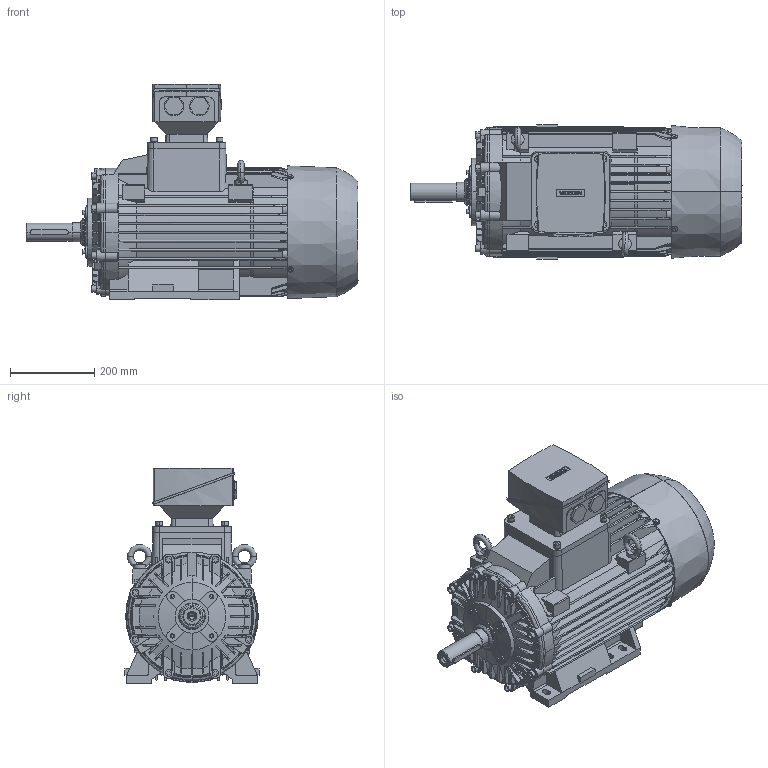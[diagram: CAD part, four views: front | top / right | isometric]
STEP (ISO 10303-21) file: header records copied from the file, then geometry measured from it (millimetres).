
FILE_DESCRIPTION(('STEP AP214'),'1');
FILE_NAME('cctmp_45EA7DEB-3641-42DE-BED5-29654CB4DEA1_2023_06_27_10_54_39_0782..stp','2023-06-27T08:54:41',('SIEMENS A&D'),('CADClick - www.CADClick.com'),'Spatial InterOp 3D',' ','unknown authorization');
FILE_SCHEMA(('AUTOMOTIVE_DESIGN'));
Length unit declared in the file: millimetre
Products named in the file (34): cc_unnamed; 2023_06_27_10_54_39_0719; 2023_06_27_10_54_39_0688; 2023_06_27_10_54_39_0657; 2023_06_27_10_54_39_0626; 2023_06_27_10_54_39_0594; 2023_06_27_10_54_39_0563; 2023_06_27_10_54_39_0532; 2023_06_27_10_54_39_0501; 2023_06_27_10_54_39_0469; 2023_06_27_10_54_39_0438; 2023_06_27_10_54_39_0407; 2023_06_27_10_54_39_0376; 2023_06_27_10_54_39_0344; 2023_06_27_10_54_39_0313; 2023_06_27_10_54_39_0282; 2023_06_27_10_54_39_0251; 2023_06_27_10_54_39_0219; 2023_06_27_10_54_39_0188; 2023_06_27_10_54_39_0157; 2023_06_27_10_54_39_0126; 2023_06_27_10_54_39_0094; 2023_06_27_10_54_39_0063; 2023_06_27_10_54_39_0032; 2023_06_27_10_54_39_0001; 2023_06_27_10_54_38_0969; 2023_06_27_10_54_38_0938; 2023_06_27_10_54_38_0907; 2023_06_27_10_54_38_0876; 2023_06_27_10_54_38_0844; 2023_06_27_10_54_38_0813; 2023_06_27_10_54_38_0782; 2023_06_27_10_54_38_0751; 2023_06_27_10_54_38_0719
Assembly tree (33 placements, depth 2):
  cc_unnamed
    2023_06_27_10_54_39_0719
    2023_06_27_10_54_39_0688
    2023_06_27_10_54_39_0657
    2023_06_27_10_54_39_0626
    2023_06_27_10_54_39_0594
    2023_06_27_10_54_39_0563
    2023_06_27_10_54_39_0532
    2023_06_27_10_54_39_0501
    2023_06_27_10_54_39_0469
    2023_06_27_10_54_39_0438
    2023_06_27_10_54_39_0407
    2023_06_27_10_54_39_0376
    2023_06_27_10_54_39_0344
    2023_06_27_10_54_39_0313
    2023_06_27_10_54_39_0282
    2023_06_27_10_54_39_0251
    2023_06_27_10_54_39_0219
    2023_06_27_10_54_39_0188
    2023_06_27_10_54_39_0157
    2023_06_27_10_54_39_0126
    2023_06_27_10_54_39_0094
    2023_06_27_10_54_39_0063
    2023_06_27_10_54_39_0032
    2023_06_27_10_54_39_0001
    2023_06_27_10_54_38_0969
    2023_06_27_10_54_38_0938
    2023_06_27_10_54_38_0907
    2023_06_27_10_54_38_0876
    2023_06_27_10_54_38_0844
    2023_06_27_10_54_38_0813
    2023_06_27_10_54_38_0782
    2023_06_27_10_54_38_0751
    2023_06_27_10_54_38_0719
Bounding box: 786 x 318 x 510.5 mm (x, y, z)
Volume: 40074767 mm3; surface area: 2059612.9 mm2
Topology: 33 solids, 33 shells, 2346 faces, 6593 edges, 4338 vertices
Faces by surface type: cylinder 1122, plane 859, cone 236, torus 129
Entity records: 105526 total; most frequent: CARTESIAN_POINT 24277, ORIENTED_EDGE 13182, DIRECTION 13091, EDGE_CURVE 6591, AXIS2_PLACEMENT_3D 5090, VERTEX_POINT 4338, LINE 2911, VECTOR 2911
